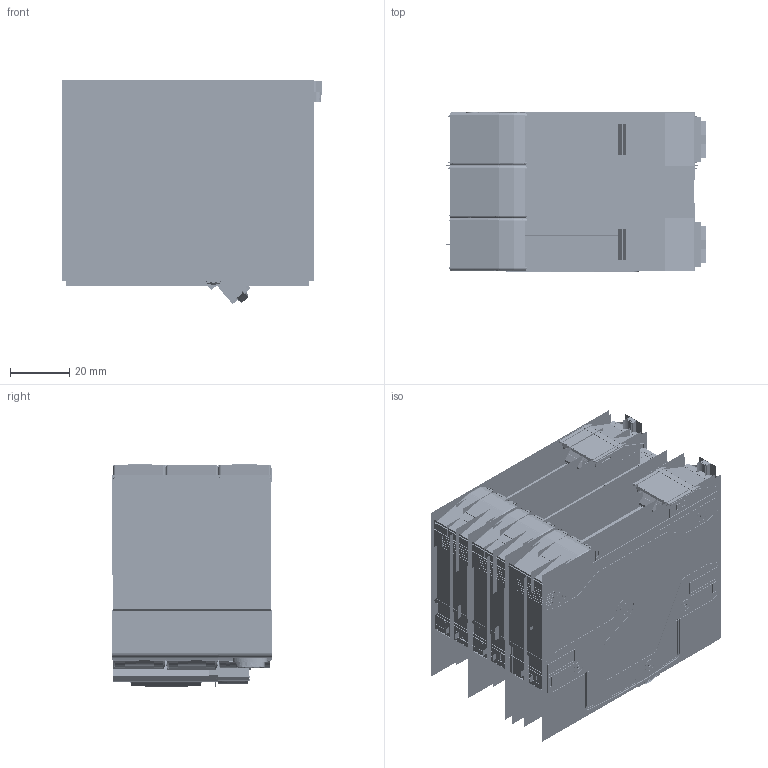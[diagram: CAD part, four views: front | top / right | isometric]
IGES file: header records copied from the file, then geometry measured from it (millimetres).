
Start section:  PTC IGES file: nb1l-32_asm.igs
Global section: file name: nb1l-32_asm.igs; native system: Pro/ENGINEER by Parametric Technology Corporation; preprocessor: 2009460; author: guzhe; organization: Unknown; date: 20170405.091613; units: millimetre
Bounding box: 87.72 x 54.11 x 75.77 mm (x, y, z)
Volume: 165350.9 mm3; surface area: 2000510.1 mm2
Topology: 47 solids, 51 shells, 14374 faces, 75878 edges, 96084 vertices
Faces by surface type: bspline 10302, revolution 4032, extrusion 40
